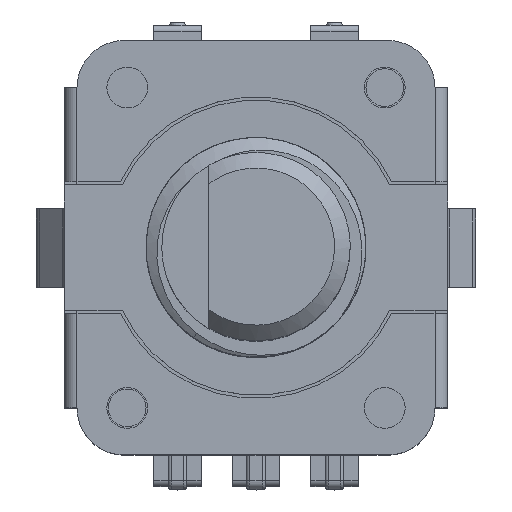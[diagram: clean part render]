
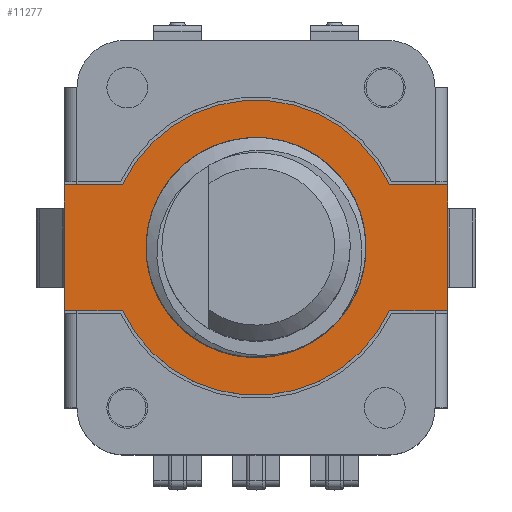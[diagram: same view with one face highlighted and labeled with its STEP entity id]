
A CAD part, top view. The second image highlights one B-rep face of the part: STEP entity #11277.
In plain terms, the highlighted planar face has unit normal (0, 0, -1).
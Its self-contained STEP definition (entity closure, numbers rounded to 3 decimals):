
#10375=CARTESIAN_POINT('',(-4.253,-2.0,6.6));
#10376=VERTEX_POINT('',#10375);
#10383=CARTESIAN_POINT('',(4.253,-2.0,6.6));
#10384=VERTEX_POINT('',#10383);
#10385=CARTESIAN_POINT('',(-0.0,0.0,6.6));
#10386=DIRECTION('',(0.0,-0.0,-1.0));
#10387=DIRECTION('',(-0.0,1.0,-0.0));
#10388=AXIS2_PLACEMENT_3D('',#10385,#10386,#10387);
#10389=CIRCLE('',#10388,4.7);
#10390=EDGE_CURVE('n� 11579',#10384,#10376,#10389,.T.);
#11186=CARTESIAN_POINT('',(3.398,0.838,6.6));
#11187=VERTEX_POINT('',#11186);
#11188=CARTESIAN_POINT('',(2.619,2.321,6.6));
#11189=VERTEX_POINT('',#11188);
#11190=CARTESIAN_POINT('',(3.397,0.837,6.6));
#11191=CARTESIAN_POINT('',(3.573,0.114,6.6));
#11192=CARTESIAN_POINT('',(3.448,-1.589,6.6));
#11193=CARTESIAN_POINT('',(1.571,-3.513,6.6));
#11194=CARTESIAN_POINT('',(-1.26,-3.636,6.6));
#11195=CARTESIAN_POINT('',(-3.407,-1.788,6.6));
#11196=CARTESIAN_POINT('',(-3.708,1.029,6.6));
#11197=CARTESIAN_POINT('',(-1.999,3.288,6.6));
#11198=CARTESIAN_POINT('',(0.651,3.74,6.6));
#11199=CARTESIAN_POINT('',(2.124,2.876,6.6));
#11200=CARTESIAN_POINT('',(2.619,2.32,6.6));
#11201=B_SPLINE_CURVE_WITH_KNOTS('',3,(#11190,#11191,#11192,#11193,#11194,#11195,#11196,#11197,#11198,#11199,#11200),.UNSPECIFIED.,.F.,.U.,
 (4,1,1,1,1,1,1,1,4),(0.01,0.118,0.245,0.373,0.5,0.627,0.755,0.882,0.99),.UNSPECIFIED.);
#11202=EDGE_CURVE('n� 13622',#11187,#11189,#11201,.T.);
#11203=ORIENTED_EDGE('',*,*,#11202,.F.);
#11204=CARTESIAN_POINT('',(3.398,0.838,6.6));
#11205=CARTESIAN_POINT('',(3.297,1.25,6.6));
#11206=CARTESIAN_POINT('',(3.099,1.627,6.6));
#11207=CARTESIAN_POINT('',(2.901,2.003,6.6));
#11208=CARTESIAN_POINT('',(2.62,2.321,6.6));
#11209=B_SPLINE_CURVE_WITH_KNOTS('',2,(#11204,#11205,#11206,#11207,#11208),.UNSPECIFIED.,.F.,.U.,
 (3,2,3),(0.0,0.5,1.0),.UNSPECIFIED.);
#11210=EDGE_CURVE('n� 15941',#11187,#11189,#11209,.T.);
#11211=ORIENTED_EDGE('',*,*,#11210,.T.);
#11212=EDGE_LOOP('',(#11203,#11211));
#11213=FACE_OUTER_BOUND('',#11212,.T.);
#11214=CARTESIAN_POINT('',(-4.253,2.0,6.6));
#11215=VERTEX_POINT('',#11214);
#11216=CARTESIAN_POINT('',(-6.1,2.0,6.6));
#11217=VERTEX_POINT('',#11216);
#11218=CARTESIAN_POINT('',(-0.0,2.0,6.6));
#11219=DIRECTION('',(-1.0,-0.0,0.0));
#11220=VECTOR('',#11219,1.0);
#11221=LINE('',#11218,#11220);
#11222=EDGE_CURVE('n� 13624',#11215,#11217,#11221,.T.);
#11223=ORIENTED_EDGE('',*,*,#11222,.F.);
#11224=CARTESIAN_POINT('',(4.253,2.0,6.6));
#11225=VERTEX_POINT('',#11224);
#11226=CARTESIAN_POINT('',(-0.0,0.0,6.6));
#11227=DIRECTION('',(-0.0,0.0,1.0));
#11228=DIRECTION('',(-0.0,1.0,-0.0));
#11229=AXIS2_PLACEMENT_3D('',#11226,#11227,#11228);
#11230=CIRCLE('',#11229,4.7);
#11231=EDGE_CURVE('n� 13625',#11225,#11215,#11230,.T.);
#11232=ORIENTED_EDGE('',*,*,#11231,.F.);
#11233=CARTESIAN_POINT('',(6.1,2.0,6.6));
#11234=VERTEX_POINT('',#11233);
#11235=CARTESIAN_POINT('',(-0.0,2.0,6.6));
#11236=DIRECTION('',(-1.0,-0.0,0.0));
#11237=VECTOR('',#11236,1.0);
#11238=LINE('',#11235,#11237);
#11239=EDGE_CURVE('n� 13626',#11234,#11225,#11238,.T.);
#11240=ORIENTED_EDGE('',*,*,#11239,.F.);
#11241=CARTESIAN_POINT('',(6.1,-2.0,6.6));
#11242=VERTEX_POINT('',#11241);
#11243=CARTESIAN_POINT('',(6.1,0.0,6.6));
#11244=DIRECTION('',(-0.0,1.0,-0.0));
#11245=VECTOR('',#11244,1.0);
#11246=LINE('',#11243,#11245);
#11247=EDGE_CURVE('n� 13627',#11242,#11234,#11246,.T.);
#11248=ORIENTED_EDGE('',*,*,#11247,.F.);
#11249=CARTESIAN_POINT('',(0.0,-2.0,6.6));
#11250=DIRECTION('',(1.0,0.0,0.0));
#11251=VECTOR('',#11250,1.0);
#11252=LINE('',#11249,#11251);
#11253=EDGE_CURVE('n� 13628',#10384,#11242,#11252,.T.);
#11254=ORIENTED_EDGE('',*,*,#11253,.F.);
#11255=ORIENTED_EDGE('',*,*,#10390,.T.);
#11256=CARTESIAN_POINT('',(-6.1,-2.0,6.6));
#11257=VERTEX_POINT('',#11256);
#11258=CARTESIAN_POINT('',(0.0,-2.0,6.6));
#11259=DIRECTION('',(1.0,0.0,0.0));
#11260=VECTOR('',#11259,1.0);
#11261=LINE('',#11258,#11260);
#11262=EDGE_CURVE('n� 13630',#11257,#10376,#11261,.T.);
#11263=ORIENTED_EDGE('',*,*,#11262,.F.);
#11264=CARTESIAN_POINT('',(-6.1,-0.0,6.6));
#11265=DIRECTION('',(0.0,-1.0,0.0));
#11266=VECTOR('',#11265,1.0);
#11267=LINE('',#11264,#11266);
#11268=EDGE_CURVE('n� 13623',#11217,#11257,#11267,.T.);
#11269=ORIENTED_EDGE('',*,*,#11268,.F.);
#11270=EDGE_LOOP('',(#11223,#11232,#11240,#11248,#11254,#11255,#11263,#11269));
#11271=FACE_BOUND('',#11270,.T.);
#11272=CARTESIAN_POINT('',(-0.0,0.0,6.6));
#11273=DIRECTION('',(-0.0,0.0,1.0));
#11274=DIRECTION('',(-0.0,1.0,-0.0));
#11275=AXIS2_PLACEMENT_3D('',#11272,#11273,#11274);
#11276=PLANE('',#11275);
#11277=ADVANCED_FACE('n� 13617',(#11213,#11271),#11276,.F.);
